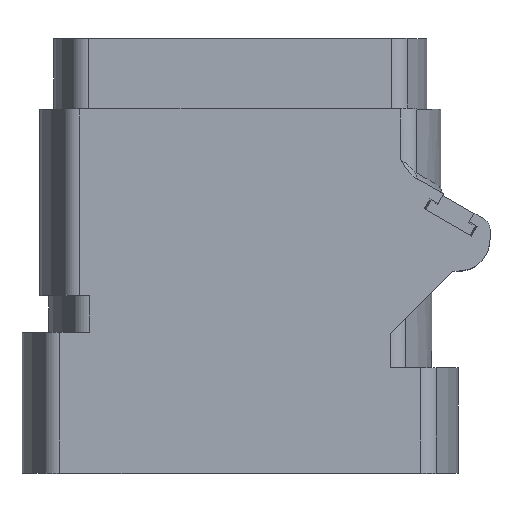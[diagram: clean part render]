
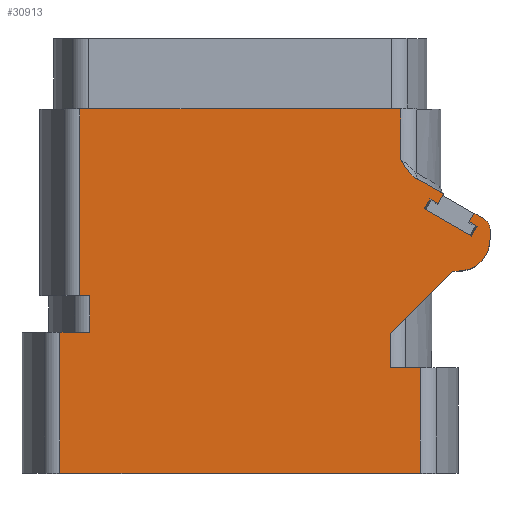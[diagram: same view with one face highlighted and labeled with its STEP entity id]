
A CAD part, top view. The second image highlights one B-rep face of the part: STEP entity #30913.
In plain terms, the highlighted planar face has unit normal (0, 0, 1).
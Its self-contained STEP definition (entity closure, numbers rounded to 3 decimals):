
#10=DIRECTION('',(1.,0.,0.));
#11=VECTOR('',#10,20.49);
#12=CARTESIAN_POINT('',(-10.245,0.,6.));
#13=LINE('',#12,#11);
#147=DIRECTION('',(-0.866,0.5,0.));
#148=VECTOR('',#147,0.679);
#149=CARTESIAN_POINT('',(13.875,14.437,6.));
#150=LINE('',#149,#148);
#159=DIRECTION('',(0.866,-0.5,0.));
#160=VECTOR('',#159,0.525);
#161=CARTESIAN_POINT('',(10.782,15.588,6.));
#162=LINE('',#161,#160);
#163=DIRECTION('',(0.866,-0.5,0.));
#164=VECTOR('',#163,0.525);
#165=CARTESIAN_POINT('',(13.012,14.3,6.));
#166=LINE('',#165,#164);
#167=DIRECTION('',(-0.5,-0.866,0.));
#168=VECTOR('',#167,0.55);
#169=CARTESIAN_POINT('',(13.287,14.777,6.));
#170=LINE('',#169,#168);
#171=CARTESIAN_POINT('',(13.55,13.874,6.));
#172=DIRECTION('',(0.,0.,-1.));
#173=DIRECTION('',(0.5,0.866,0.));
#174=AXIS2_PLACEMENT_3D('',#171,#172,#173);
#176=DIRECTION('',(0.,-1.,0.));
#177=VECTOR('',#176,0.585);
#178=CARTESIAN_POINT('',(14.2,13.874,6.));
#179=LINE('',#178,#177);
#180=CARTESIAN_POINT('',(12.4,13.289,6.));
#181=DIRECTION('',(0.,0.,1.));
#182=DIRECTION('',(0.,-1.,0.));
#183=AXIS2_PLACEMENT_3D('',#180,#181,#182);
#185=DIRECTION('',(-1.,0.,0.));
#186=VECTOR('',#185,0.316);
#187=CARTESIAN_POINT('',(12.4,11.489,6.));
#188=LINE('',#187,#186);
#189=DIRECTION('',(1.,0.,0.));
#190=VECTOR('',#189,18.238);
#191=CARTESIAN_POINT('',(-9.119,20.7,6.));
#192=LINE('',#191,#190);
#193=DIRECTION('',(0.5,0.866,0.));
#194=VECTOR('',#193,0.63);
#195=CARTESIAN_POINT('',(11.236,15.325,6.));
#196=LINE('',#195,#194);
#245=DIRECTION('',(-0.5,-0.866,0.));
#246=VECTOR('',#245,0.65);
#247=CARTESIAN_POINT('',(13.466,14.038,6.));
#248=LINE('',#247,#246);
#249=DIRECTION('',(-0.866,0.5,0.));
#250=VECTOR('',#249,3.1);
#251=CARTESIAN_POINT('',(13.141,13.475,6.));
#252=LINE('',#251,#250);
#265=DIRECTION('',(0.5,0.866,0.));
#266=VECTOR('',#265,0.65);
#267=CARTESIAN_POINT('',(10.457,15.025,6.));
#268=LINE('',#267,#266);
#277=DIRECTION('',(-0.866,0.5,0.));
#278=VECTOR('',#277,1.806);
#279=CARTESIAN_POINT('',(11.552,15.871,6.));
#280=LINE('',#279,#278);
#307=CARTESIAN_POINT('',(9.119,17.853,6.));
#323=CARTESIAN_POINT('',(9.987,16.774,6.));
#325=CARTESIAN_POINT('',(9.987,16.775,6.));
#326=CARTESIAN_POINT('',(9.975,16.782,6.));
#327=CARTESIAN_POINT('',(9.95,16.797,6.));
#328=CARTESIAN_POINT('',(9.911,16.822,6.));
#329=CARTESIAN_POINT('',(9.871,16.851,6.));
#330=CARTESIAN_POINT('',(9.83,16.883,6.));
#331=CARTESIAN_POINT('',(9.789,16.918,6.));
#332=CARTESIAN_POINT('',(9.748,16.956,6.));
#333=CARTESIAN_POINT('',(9.705,16.999,6.));
#334=CARTESIAN_POINT('',(9.658,17.048,6.));
#335=CARTESIAN_POINT('',(9.608,17.105,6.));
#336=CARTESIAN_POINT('',(9.554,17.171,6.));
#337=CARTESIAN_POINT('',(9.499,17.244,6.));
#338=CARTESIAN_POINT('',(9.445,17.321,6.));
#339=CARTESIAN_POINT('',(9.393,17.399,6.));
#340=CARTESIAN_POINT('',(9.342,17.477,6.));
#341=CARTESIAN_POINT('',(9.295,17.554,6.));
#342=CARTESIAN_POINT('',(9.25,17.629,6.));
#343=CARTESIAN_POINT('',(9.206,17.703,6.));
#344=CARTESIAN_POINT('',(9.163,17.777,6.));
#345=CARTESIAN_POINT('',(9.134,17.828,6.));
#346=CARTESIAN_POINT('',(9.119,17.853,6.));
#348=DIRECTION('',(0.,-1.,0.));
#349=VECTOR('',#348,2.847);
#350=CARTESIAN_POINT('',(9.119,20.7,6.));
#351=LINE('',#350,#349);
#409=DIRECTION('',(0.,-1.,0.));
#410=VECTOR('',#409,10.6);
#411=CARTESIAN_POINT('',(-9.119,20.7,6.));
#412=LINE('',#411,#410);
#427=DIRECTION('',(1.,0.,0.));
#428=VECTOR('',#427,0.575);
#429=CARTESIAN_POINT('',(-9.119,10.1,6.));
#430=LINE('',#429,#428);
#445=DIRECTION('',(0.,-1.,0.));
#446=VECTOR('',#445,2.1);
#447=CARTESIAN_POINT('',(-8.545,10.1,6.));
#448=LINE('',#447,#446);
#468=DIRECTION('',(-1.,0.,0.));
#469=VECTOR('',#468,1.7);
#470=CARTESIAN_POINT('',(-8.545,8.,6.));
#471=LINE('',#470,#469);
#499=DIRECTION('',(0.,-1.,0.));
#500=VECTOR('',#499,8.);
#501=CARTESIAN_POINT('',(-10.245,8.,6.));
#502=LINE('',#501,#500);
#25687=DIRECTION('',(0.707,0.707,0.));
#25688=VECTOR('',#25687,5.006);
#25689=CARTESIAN_POINT('',(8.545,7.95,6.));
#25690=LINE('',#25689,#25688);
#25733=DIRECTION('',(-1.,0.,0.));
#25734=VECTOR('',#25733,1.7);
#25735=CARTESIAN_POINT('',(10.245,6.,6.));
#25736=LINE('',#25735,#25734);
#25760=DIRECTION('',(0.,-1.,0.));
#25761=VECTOR('',#25760,1.95);
#25762=CARTESIAN_POINT('',(8.545,7.95,6.));
#25763=LINE('',#25762,#25761);
#25794=DIRECTION('',(0.,-1.,0.));
#25795=VECTOR('',#25794,6.);
#25796=CARTESIAN_POINT('',(10.245,6.,6.));
#25797=LINE('',#25796,#25795);
#25815=CARTESIAN_POINT('',(10.245,0.,6.));
#25816=VERTEX_POINT('',#25815);
#25817=CARTESIAN_POINT('',(10.245,6.,6.));
#25818=VERTEX_POINT('',#25817);
#25827=CARTESIAN_POINT('',(-10.245,8.,6.));
#25828=CARTESIAN_POINT('',(-10.245,0.,6.));
#25829=VERTEX_POINT('',#25827);
#25830=VERTEX_POINT('',#25828);
#25835=CARTESIAN_POINT('',(13.875,14.437,6.));
#25836=CARTESIAN_POINT('',(14.2,13.874,6.));
#25837=VERTEX_POINT('',#25835);
#25838=VERTEX_POINT('',#25836);
#25855=CARTESIAN_POINT('',(8.545,7.95,6.));
#25856=CARTESIAN_POINT('',(8.545,6.,6.));
#25857=VERTEX_POINT('',#25855);
#25858=VERTEX_POINT('',#25856);
#25861=CARTESIAN_POINT('',(12.084,11.489,6.));
#25862=VERTEX_POINT('',#25861);
#25867=CARTESIAN_POINT('',(9.119,20.7,6.));
#25869=VERTEX_POINT('',#25867);
#25879=CARTESIAN_POINT('',(-8.545,10.1,6.));
#25880=CARTESIAN_POINT('',(-8.545,8.,6.));
#25881=VERTEX_POINT('',#25879);
#25882=VERTEX_POINT('',#25880);
#25887=CARTESIAN_POINT('',(-9.119,20.7,6.));
#25888=CARTESIAN_POINT('',(-9.119,10.1,6.));
#25889=VERTEX_POINT('',#25887);
#25890=VERTEX_POINT('',#25888);
#25976=VERTEX_POINT('',#307);
#25978=VERTEX_POINT('',#323);
#25990=CARTESIAN_POINT('',(12.4,11.489,6.));
#25991=CARTESIAN_POINT('',(14.2,13.289,6.));
#25992=VERTEX_POINT('',#25990);
#25993=VERTEX_POINT('',#25991);
#26006=CARTESIAN_POINT('',(13.287,14.777,6.));
#26007=VERTEX_POINT('',#26006);
#26010=CARTESIAN_POINT('',(11.552,15.871,6.));
#26011=VERTEX_POINT('',#26010);
#26022=CARTESIAN_POINT('',(13.141,13.475,6.));
#26023=VERTEX_POINT('',#26022);
#26024=CARTESIAN_POINT('',(10.457,15.025,6.));
#26025=VERTEX_POINT('',#26024);
#26030=CARTESIAN_POINT('',(10.782,15.588,6.));
#26031=CARTESIAN_POINT('',(11.236,15.325,6.));
#26032=VERTEX_POINT('',#26030);
#26033=VERTEX_POINT('',#26031);
#26034=CARTESIAN_POINT('',(13.012,14.3,6.));
#26035=CARTESIAN_POINT('',(13.466,14.038,6.));
#26036=VERTEX_POINT('',#26034);
#26037=VERTEX_POINT('',#26035);
#30857=CARTESIAN_POINT('',(-10.852,0.,6.));
#30858=DIRECTION('',(0.,0.,1.));
#30859=DIRECTION('',(1.,0.,0.));
#30860=AXIS2_PLACEMENT_3D('',#30857,#30858,#30859);
#30861=PLANE('',#30860);
#30863=ORIENTED_EDGE('',*,*,#30862,.F.);
#30865=ORIENTED_EDGE('',*,*,#30864,.F.);
#30867=ORIENTED_EDGE('',*,*,#30866,.F.);
#30869=ORIENTED_EDGE('',*,*,#30868,.F.);
#30871=ORIENTED_EDGE('',*,*,#30870,.F.);
#30873=ORIENTED_EDGE('',*,*,#30872,.F.);
#30874=ORIENTED_EDGE('',*,*,#30832,.F.);
#30875=ORIENTED_EDGE('',*,*,#30848,.T.);
#30877=ORIENTED_EDGE('',*,*,#30876,.T.);
#30879=ORIENTED_EDGE('',*,*,#30878,.F.);
#30881=ORIENTED_EDGE('',*,*,#30880,.T.);
#30883=ORIENTED_EDGE('',*,*,#30882,.F.);
#30885=ORIENTED_EDGE('',*,*,#30884,.T.);
#30887=ORIENTED_EDGE('',*,*,#30886,.F.);
#30889=ORIENTED_EDGE('',*,*,#30888,.T.);
#30890=ORIENTED_EDGE('',*,*,#30637,.F.);
#30892=ORIENTED_EDGE('',*,*,#30891,.F.);
#30894=ORIENTED_EDGE('',*,*,#30893,.F.);
#30896=ORIENTED_EDGE('',*,*,#30895,.F.);
#30898=ORIENTED_EDGE('',*,*,#30897,.F.);
#30900=ORIENTED_EDGE('',*,*,#30899,.F.);
#30902=ORIENTED_EDGE('',*,*,#30901,.T.);
#30904=ORIENTED_EDGE('',*,*,#30903,.T.);
#30906=ORIENTED_EDGE('',*,*,#30905,.F.);
#30908=ORIENTED_EDGE('',*,*,#30907,.F.);
#30910=ORIENTED_EDGE('',*,*,#30909,.F.);
#30911=EDGE_LOOP('',(#30863,#30865,#30867,#30869,#30871,#30873,#30874,#30875,
#30877,#30879,#30881,#30883,#30885,#30887,#30889,#30890,#30892,#30894,#30896,
#30898,#30900,#30902,#30904,#30906,#30908,#30910));
#30912=FACE_OUTER_BOUND('',#30911,.F.);
#30913=ADVANCED_FACE('',(#30912),#30861,.T.);
#175=CIRCLE('',#174,0.65);
#184=CIRCLE('',#183,1.8);
#347=B_SPLINE_CURVE_WITH_KNOTS('',3,(#325,#326,#327,#328,#329,#330,#331,#332,
#333,#334,#335,#336,#337,#338,#339,#340,#341,#342,#343,#344,#345,#346),
.UNSPECIFIED.,.F.,.F.,(4,1,1,1,1,1,1,1,1,1,1,1,1,1,1,1,1,1,1,4),(0.,
0.053,0.105,0.158,0.211,
0.263,0.316,0.368,0.421,
0.474,0.526,0.579,0.632,
0.684,0.737,0.789,0.842,
0.895,0.947,1.),.UNSPECIFIED.);
#30637=EDGE_CURVE('',#25830,#25816,#13,.T.);
#30832=EDGE_CURVE('',#25837,#26007,#150,.T.);
#30848=EDGE_CURVE('',#25837,#25838,#175,.T.);
#30862=EDGE_CURVE('',#26032,#26033,#162,.T.);
#30864=EDGE_CURVE('',#26025,#26032,#268,.T.);
#30866=EDGE_CURVE('',#26023,#26025,#252,.T.);
#30868=EDGE_CURVE('',#26037,#26023,#248,.T.);
#30870=EDGE_CURVE('',#26036,#26037,#166,.T.);
#30872=EDGE_CURVE('',#26007,#26036,#170,.T.);
#30876=EDGE_CURVE('',#25838,#25993,#179,.T.);
#30878=EDGE_CURVE('',#25992,#25993,#184,.T.);
#30880=EDGE_CURVE('',#25992,#25862,#188,.T.);
#30882=EDGE_CURVE('',#25857,#25862,#25690,.T.);
#30884=EDGE_CURVE('',#25857,#25858,#25763,.T.);
#30886=EDGE_CURVE('',#25818,#25858,#25736,.T.);
#30888=EDGE_CURVE('',#25818,#25816,#25797,.T.);
#30891=EDGE_CURVE('',#25829,#25830,#502,.T.);
#30893=EDGE_CURVE('',#25882,#25829,#471,.T.);
#30895=EDGE_CURVE('',#25881,#25882,#448,.T.);
#30897=EDGE_CURVE('',#25890,#25881,#430,.T.);
#30899=EDGE_CURVE('',#25889,#25890,#412,.T.);
#30901=EDGE_CURVE('',#25889,#25869,#192,.T.);
#30903=EDGE_CURVE('',#25869,#25976,#351,.T.);
#30905=EDGE_CURVE('',#25978,#25976,#347,.T.);
#30907=EDGE_CURVE('',#26011,#25978,#280,.T.);
#30909=EDGE_CURVE('',#26033,#26011,#196,.T.);
